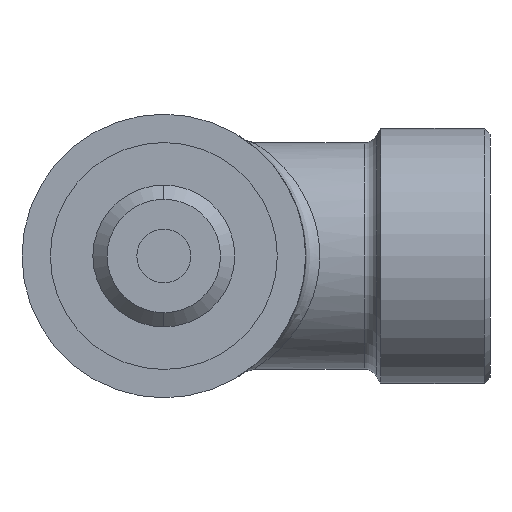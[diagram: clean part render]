
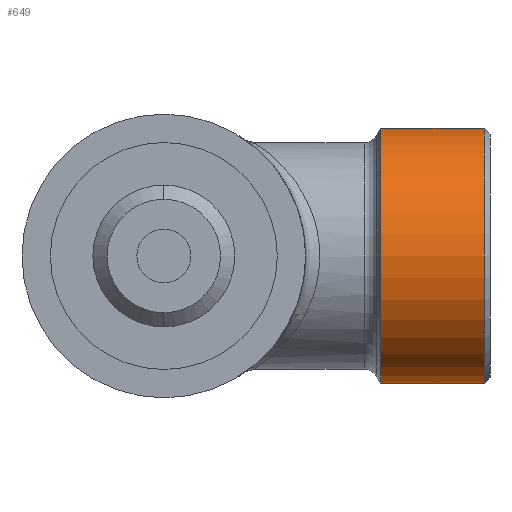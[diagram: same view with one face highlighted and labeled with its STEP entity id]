
A CAD part, front view. The second image highlights one B-rep face of the part: STEP entity #649.
In plain terms, the highlighted cylindrical face has radius 4.5 mm (diameter 9 mm), a partial arc.
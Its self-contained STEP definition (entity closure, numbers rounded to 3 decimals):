
#203 = EDGE_CURVE ( 'NONE', #811, #259, #1048, .T. ) ;
#251 = VERTEX_POINT ( 'NONE', #1124 ) ;
#259 = VERTEX_POINT ( 'NONE', #1209 ) ;
#261 = EDGE_CURVE ( 'NONE', #814, #251, #1175, .T. ) ;
#543 = ORIENTED_EDGE ( 'NONE', *, *, #261, .F. ) ;
#544 = ORIENTED_EDGE ( 'NONE', *, *, #545, .T. ) ;
#545 = EDGE_CURVE ( 'NONE', #814, #811, #2088, .T. ) ;
#546 = ORIENTED_EDGE ( 'NONE', *, *, #203, .T. ) ;
#547 = ORIENTED_EDGE ( 'NONE', *, *, #591, .T. ) ;
#591 = EDGE_CURVE ( 'NONE', #259, #251, #2613, .T. ) ;
#649 = ADVANCED_FACE ( 'NONE', ( #2675 ), #2618, .T. ) ;
#650 = EDGE_LOOP ( 'NONE', ( #543, #544, #546, #547 ) ) ;
#811 = VERTEX_POINT ( 'NONE', #2823 ) ;
#814 = VERTEX_POINT ( 'NONE', #2860 ) ;
#1018 = CARTESIAN_POINT ( 'NONE',  ( -1.207, 11., 4.5 ) ) ;
#1048 = LINE ( 'NONE', #1018, #1067 ) ;
#1067 = VECTOR ( 'NONE', #1069, 1000. ) ;
#1069 = DIRECTION ( 'NONE',  ( -1., 0., 0. ) ) ;
#1124 = CARTESIAN_POINT ( 'NONE',  ( 7.644, 11., -4.5 ) ) ;
#1172 = DIRECTION ( 'NONE',  ( -1., 0., 0. ) ) ;
#1173 = VECTOR ( 'NONE', #1172, 1000. ) ;
#1174 = CARTESIAN_POINT ( 'NONE',  ( -1.207, 11., -4.5 ) ) ;
#1175 = LINE ( 'NONE', #1174, #1173 ) ;
#1209 = CARTESIAN_POINT ( 'NONE',  ( 7.644, 11., 4.5 ) ) ;
#2084 = DIRECTION ( 'NONE',  ( 0., 0., 1. ) ) ;
#2085 = DIRECTION ( 'NONE',  ( -1., 0., 0. ) ) ;
#2086 = CARTESIAN_POINT ( 'NONE',  ( 11.3, 11., 0. ) ) ;
#2087 = AXIS2_PLACEMENT_3D ( 'NONE', #2086, #2085, #2084 ) ;
#2088 = CIRCLE ( 'NONE', #2087, 4.5 ) ;
#2609 = DIRECTION ( 'NONE',  ( 0., 0., -1. ) ) ;
#2610 = DIRECTION ( 'NONE',  ( 1., 0., 0. ) ) ;
#2611 = CARTESIAN_POINT ( 'NONE',  ( 7.644, 11., 0. ) ) ;
#2612 = AXIS2_PLACEMENT_3D ( 'NONE', #2611, #2610, #2609 ) ;
#2613 = CIRCLE ( 'NONE', #2612, 4.5 ) ;
#2618 = CYLINDRICAL_SURFACE ( 'NONE', #2678, 4.5 ) ;
#2675 = FACE_OUTER_BOUND ( 'NONE', #650, .T. ) ;
#2676 = DIRECTION ( 'NONE',  ( -1., 0., 0. ) ) ;
#2677 = CARTESIAN_POINT ( 'NONE',  ( -1.207, 11., 0. ) ) ;
#2678 = AXIS2_PLACEMENT_3D ( 'NONE', #2677, #2676, #2705 ) ;
#2705 = DIRECTION ( 'NONE',  ( 0., 0., 1. ) ) ;
#2823 = CARTESIAN_POINT ( 'NONE',  ( 11.3, 11., 4.5 ) ) ;
#2860 = CARTESIAN_POINT ( 'NONE',  ( 11.3, 11., -4.5 ) ) ;
